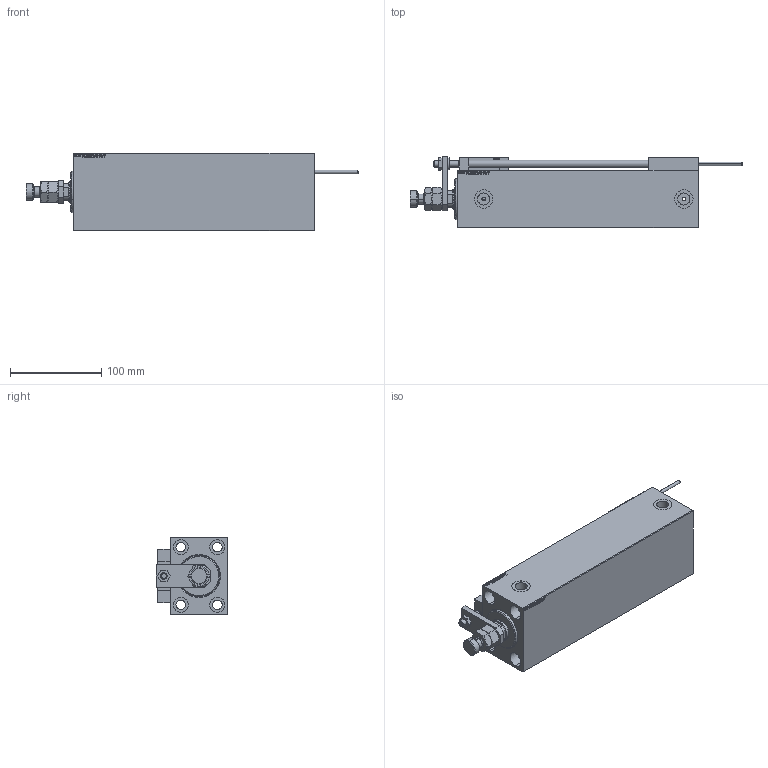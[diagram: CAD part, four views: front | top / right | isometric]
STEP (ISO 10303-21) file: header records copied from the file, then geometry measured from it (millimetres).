
FILE_DESCRIPTION (( 'STEP AP203' ), '1' );
FILE_NAME ('f6e6.STEP', '2021-11-01T14:16:05', ( '' ), ( '' ), 'SwSTEP 2.0', 'SolidWorks 2019', '' );
FILE_SCHEMA (( 'CONFIG_CONTROL_DESIGN' ));
Length unit declared in the file: millimetre
Products named in the file (16): TYC_L79 2838b41928a907e73caa246d0a2b2d11; KONCOVKA 2838b41928a907e73caa246d0a2b2d11; Block 2838b41928a907e73caa246d0a2b2d11; SWITCH DIM B,W 2838b41928a907e73caa246d0a2b2d11; MAGNET 2838b41928a907e73caa246d0a2b2d11; ALLEN BOLT D5 2838b41928a907e73caa246d0a2b2d11; V450CM_C 2838b41928a907e73caa246d0a2b2d11; f6e6; V450CM_VC_B 2838b41928a907e73caa246d0a2b2d11; SWITCH_X_FRONT_BACK 2838b41928a907e73caa246d0a2b2d11; ZARAZKA 2838b41928a907e73caa246d0a2b2d11; ALLEN BOLT D8 2838b41928a907e73caa246d0a2b2d11; V450CM_C_VCP 2838b41928a907e73caa246d0a2b2d11; NUT_D12 2838b41928a907e73caa246d0a2b2d11; SWITCH X 2838b41928a907e73caa246d0a2b2d11; X_Y_MFA 2838b41928a907e73caa246d0a2b2d11
Assembly tree (25 placements, depth 3):
  f6e6
    V450CM_C 2838b41928a907e73caa246d0a2b2d11
    SWITCH X 2838b41928a907e73caa246d0a2b2d11
      SWITCH_X_FRONT_BACK 2838b41928a907e73caa246d0a2b2d11  x2
      TYC_L79 2838b41928a907e73caa246d0a2b2d11
      Block 2838b41928a907e73caa246d0a2b2d11  x2
      ALLEN BOLT D5 2838b41928a907e73caa246d0a2b2d11  x4
      ALLEN BOLT D8 2838b41928a907e73caa246d0a2b2d11  x4
      MAGNET 2838b41928a907e73caa246d0a2b2d11  x2
      KONCOVKA 2838b41928a907e73caa246d0a2b2d11  x2
    NUT_D12 2838b41928a907e73caa246d0a2b2d11
    SWITCH DIM B,W 2838b41928a907e73caa246d0a2b2d11
    ZARAZKA 2838b41928a907e73caa246d0a2b2d11
    V450CM_C_VCP 2838b41928a907e73caa246d0a2b2d11
    V450CM_VC_B 2838b41928a907e73caa246d0a2b2d11
    X_Y_MFA 2838b41928a907e73caa246d0a2b2d11
Bounding box: 363 x 78.5 x 85 mm (x, y, z)
Volume: 1361671.6 mm3; surface area: 181917.4 mm2
Topology: 24 solids, 24 shells, 1348 faces, 3206 edges, 2041 vertices
Faces by surface type: plane 580, bspline 380, cylinder 202, cone 134, torus 48, sphere 4
Entity records: 52352 total; most frequent: CARTESIAN_POINT 26629, ORIENTED_EDGE 5432, DIRECTION 3740, EDGE_CURVE 2716, VERTEX_POINT 1765, VECTOR 1516, LINE 1516, EDGE_LOOP 1267
